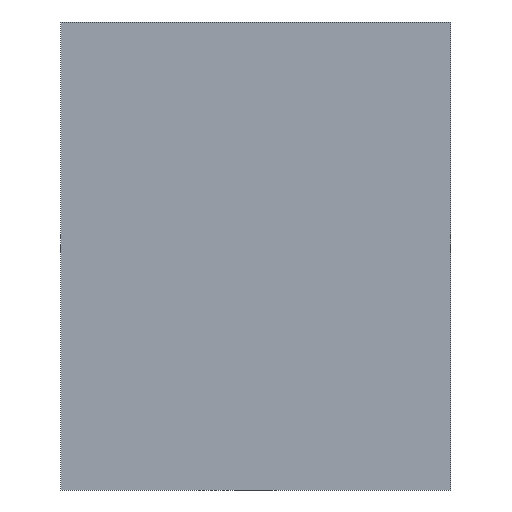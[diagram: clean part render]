
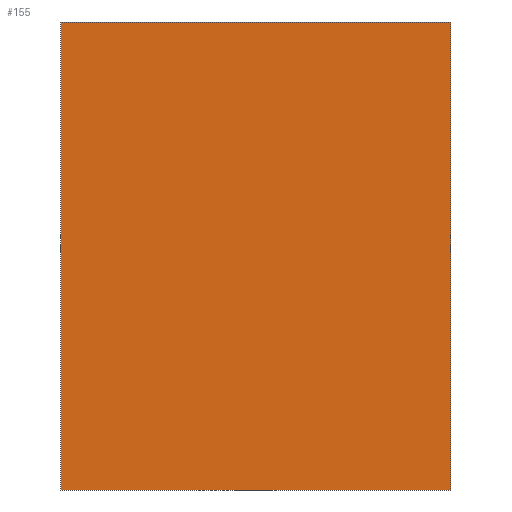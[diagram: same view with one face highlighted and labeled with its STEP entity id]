
A CAD part, front view. The second image highlights one B-rep face of the part: STEP entity #155.
In plain terms, the highlighted planar face has unit normal (0, -1, 0).
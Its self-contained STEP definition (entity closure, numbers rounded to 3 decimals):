
#155=ADVANCED_FACE('',(#294),#295,.F.);
#294=FACE_OUTER_BOUND('',#433,.T.);
#295=PLANE('',#434);
#433=EDGE_LOOP('',(#709,#710,#711,#712));
#434=AXIS2_PLACEMENT_3D('',#713,#714,#715);
#709=ORIENTED_EDGE('',*,*,#832,.T.);
#710=ORIENTED_EDGE('',*,*,#826,.F.);
#711=ORIENTED_EDGE('',*,*,#883,.F.);
#712=ORIENTED_EDGE('',*,*,#796,.F.);
#713=CARTESIAN_POINT('',(0.0,-254.0,152.4));
#714=DIRECTION('',(0.0,1.0,0.0));
#715=DIRECTION('',(0.0,0.0,1.0));
#796=EDGE_CURVE('',#937,#932,#939,.T.);
#826=EDGE_CURVE('',#989,#991,#992,.T.);
#832=EDGE_CURVE('',#937,#991,#999,.T.);
#883=EDGE_CURVE('',#932,#989,#1063,.T.);
#932=VERTEX_POINT('',#1121);
#937=VERTEX_POINT('',#1128);
#939=LINE('',#1131,#1132);
#989=VERTEX_POINT('',#1192);
#991=VERTEX_POINT('',#1195);
#992=LINE('',#1196,#1197);
#999=LINE('',#1207,#1208);
#1063=LINE('',#1293,#1294);
#1121=CARTESIAN_POINT('',(127.0,-254.0,304.8));
#1128=CARTESIAN_POINT('',(-127.0,-254.0,304.8));
#1131=CARTESIAN_POINT('',(0.0,-254.0,304.8));
#1132=VECTOR('',#1344,1.0);
#1192=CARTESIAN_POINT('',(127.0,-254.0,0.0));
#1195=CARTESIAN_POINT('',(-127.0,-254.0,0.0));
#1196=CARTESIAN_POINT('',(0.0,-254.0,0.0));
#1197=VECTOR('',#1395,1.0);
#1207=CARTESIAN_POINT('',(-127.0,-254.0,152.4));
#1208=VECTOR('',#1399,1.0);
#1293=CARTESIAN_POINT('',(127.0,-254.0,152.4));
#1294=VECTOR('',#1448,1.0);
#1344=DIRECTION('',(1.0,0.0,0.0));
#1395=DIRECTION('',(-1.0,0.0,0.0));
#1399=DIRECTION('',(0.0,0.0,-1.0));
#1448=DIRECTION('',(0.0,0.0,-1.0));
